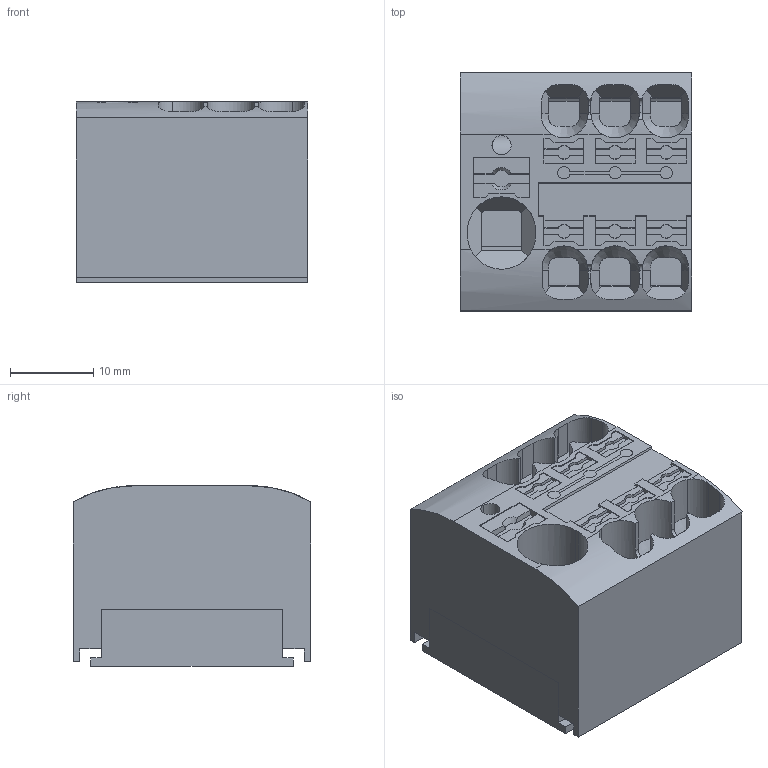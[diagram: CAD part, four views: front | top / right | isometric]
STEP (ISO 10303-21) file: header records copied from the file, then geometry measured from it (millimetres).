
FILE_DESCRIPTION(('Creo Elements/Direct Modeling STEP Export'),'2;1');
FILE_NAME('model.stp','2022-08-17T13:03:09',(''),(''),'Creo Elements/Direct Modeling STEP processor for AP214 (Solid Model)','Creo Elements/Direct Modeling 20.1D 10-Oct-2020 (C) Parametric Technology GmbH','');
FILE_SCHEMA(('AUTOMOTIVE_DESIGN { 1 0 10303 214 1 1 1 1 }'));
Length unit declared in the file: millimetre
Products named in the file (2): PTFIX_10_6X4_G_GY-select
Assembly tree (1 placements, depth 2):
  PTFIX_10_6X4_G_GY-select
    PTFIX_10_6X4_G_GY-select
Bounding box: 27.85 x 28.6 x 21.7 mm (x, y, z)
Volume: 13997.6 mm3; surface area: 6215 mm2
Topology: 1 solids, 1 shells, 328 faces, 961 edges, 641 vertices
Faces by surface type: plane 253, cylinder 55, cone 20
Entity records: 14437 total; most frequent: CARTESIAN_POINT 3283, ORIENTED_EDGE 1922, DIRECTION 1515, EDGE_CURVE 961, VECTOR 705, LINE 705, VERTEX_POINT 641, AXIS2_PLACEMENT_3D 405
